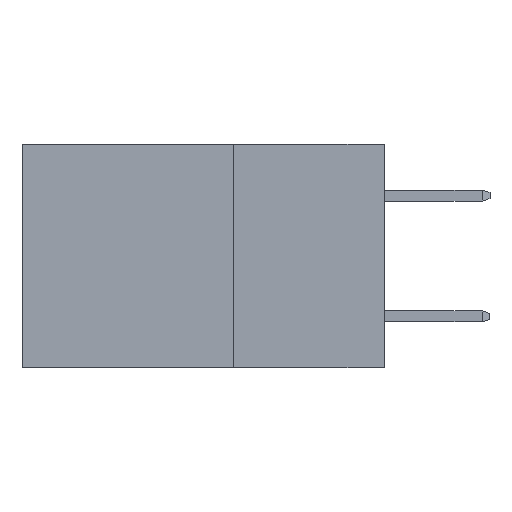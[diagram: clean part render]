
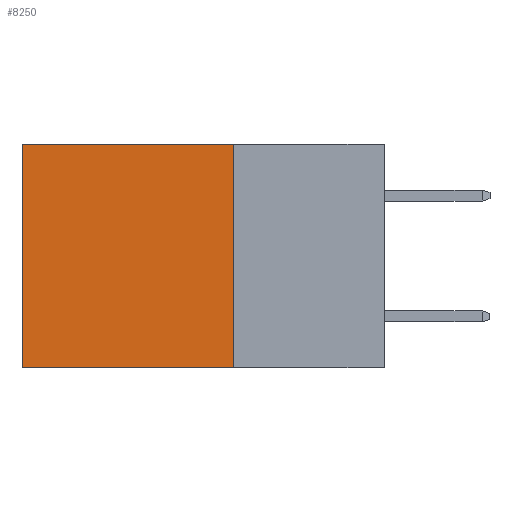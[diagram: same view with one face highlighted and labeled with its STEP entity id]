
A CAD part, left-side view. The second image highlights one B-rep face of the part: STEP entity #8250.
In plain terms, the highlighted planar face has unit normal (-1, 0, 0).
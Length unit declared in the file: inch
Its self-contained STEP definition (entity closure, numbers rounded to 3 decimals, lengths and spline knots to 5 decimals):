
#2957 = CARTESIAN_POINT ( 'NONE',  ( 0.298, 0.6, 0. ) ) ;
#3118 = CARTESIAN_POINT ( 'NONE',  ( 0.298, 0.6, 0. ) ) ;
#4300 = CARTESIAN_POINT ( 'NONE',  ( 0.298, 0.25, -0.37 ) ) ;
#5399 = LINE ( 'NONE', #22079, #17643 ) ;
#5602 = VERTEX_POINT ( 'NONE', #26252 ) ;
#7008 = EDGE_LOOP ( 'NONE', ( #10505, #18157, #18250, #7486 ) ) ;
#7413 = VECTOR ( 'NONE', #28362, 39.37008 ) ;
#7486 = ORIENTED_EDGE ( 'NONE', *, *, #10116, .T. ) ;
#8192 = CARTESIAN_POINT ( 'NONE',  ( 0.298, 0.25, 0. ) ) ;
#8243 = FACE_OUTER_BOUND ( 'NONE', #7008, .T. ) ;
#8250 = ADVANCED_FACE ( 'NONE', ( #8243 ), #24526, .F. ) ;
#8363 = DIRECTION ( 'NONE',  ( 0., 0., -1. ) ) ;
#10116 = EDGE_CURVE ( 'NONE', #28308, #10667, #18223, .T. ) ;
#10187 = CARTESIAN_POINT ( 'NONE',  ( 0.298, 0.25, -0.37 ) ) ;
#10505 = ORIENTED_EDGE ( 'NONE', *, *, #24284, .T. ) ;
#10667 = VERTEX_POINT ( 'NONE', #3118 ) ;
#10758 = DIRECTION ( 'NONE',  ( 1., 0., 0. ) ) ;
#10859 = DIRECTION ( 'NONE',  ( 0., 0., -1. ) ) ;
#11034 = VERTEX_POINT ( 'NONE', #4300 ) ;
#11472 = LINE ( 'NONE', #2957, #28849 ) ;
#14254 = LINE ( 'NONE', #10187, #7413 ) ;
#16805 = AXIS2_PLACEMENT_3D ( 'NONE', #22237, #10758, #10859 ) ;
#17432 = CARTESIAN_POINT ( 'NONE',  ( 0.298, 0.25, 0. ) ) ;
#17643 = VECTOR ( 'NONE', #8363, 39.37008 ) ;
#18157 = ORIENTED_EDGE ( 'NONE', *, *, #19286, .F. ) ;
#18223 = LINE ( 'NONE', #17432, #29426 ) ;
#18250 = ORIENTED_EDGE ( 'NONE', *, *, #23852, .F. ) ;
#19006 = DIRECTION ( 'NONE',  ( 0., 0., -1. ) ) ;
#19286 = EDGE_CURVE ( 'NONE', #11034, #5602, #14254, .T. ) ;
#19690 = DIRECTION ( 'NONE',  ( 0., 1., 0. ) ) ;
#22079 = CARTESIAN_POINT ( 'NONE',  ( 0.298, 0.25, 0. ) ) ;
#22237 = CARTESIAN_POINT ( 'NONE',  ( 0.298, 0.25, 0. ) ) ;
#23852 = EDGE_CURVE ( 'NONE', #28308, #11034, #5399, .T. ) ;
#24284 = EDGE_CURVE ( 'NONE', #10667, #5602, #11472, .T. ) ;
#24526 = PLANE ( 'NONE',  #16805 ) ;
#26252 = CARTESIAN_POINT ( 'NONE',  ( 0.298, 0.6, -0.37 ) ) ;
#28308 = VERTEX_POINT ( 'NONE', #8192 ) ;
#28362 = DIRECTION ( 'NONE',  ( 0., 1., 0. ) ) ;
#28849 = VECTOR ( 'NONE', #19006, 39.37008 ) ;
#29426 = VECTOR ( 'NONE', #19690, 39.37008 ) ;
